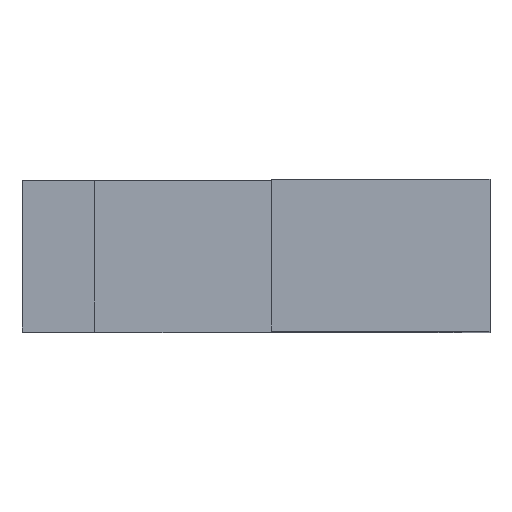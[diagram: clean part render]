
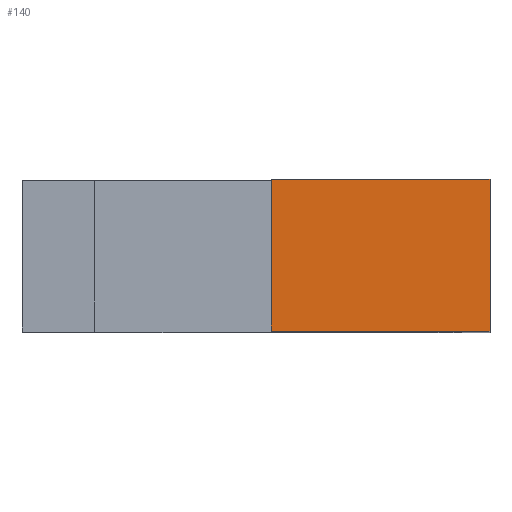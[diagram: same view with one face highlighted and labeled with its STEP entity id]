
A CAD part, top view. The second image highlights one B-rep face of the part: STEP entity #140.
In plain terms, the highlighted planar face has unit normal (0, 0, 1).
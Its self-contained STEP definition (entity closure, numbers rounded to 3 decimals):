
#140 = ADVANCED_FACE( '', ( #341 ), #342, .T. );
#341 = FACE_OUTER_BOUND( '', #645, .T. );
#342 = PLANE( '', #646 );
#645 = EDGE_LOOP( '', ( #2000, #2001, #2002, #2003 ) );
#646 = AXIS2_PLACEMENT_3D( '', #2004, #2005, #2006 );
#2000 = ORIENTED_EDGE( '', *, *, #2697, .F. );
#2001 = ORIENTED_EDGE( '', *, *, #2690, .F. );
#2002 = ORIENTED_EDGE( '', *, *, #2698, .T. );
#2003 = ORIENTED_EDGE( '', *, *, #2699, .T. );
#2004 = CARTESIAN_POINT( '', ( 0.25, -2.5, 28.7 ) );
#2005 = DIRECTION( '', ( 0., 0., 1. ) );
#2006 = DIRECTION( '', ( 1., 0., 0. ) );
#2690 = EDGE_CURVE( '', #3045, #3039, #3047, .T. );
#2697 = EDGE_CURVE( '', #3039, #3058, #3059, .T. );
#2698 = EDGE_CURVE( '', #3045, #3060, #3061, .T. );
#2699 = EDGE_CURVE( '', #3060, #3058, #3062, .T. );
#3039 = VERTEX_POINT( '', #3712 );
#3045 = VERTEX_POINT( '', #3721 );
#3047 = LINE( '', #3724, #3725 );
#3058 = VERTEX_POINT( '', #3740 );
#3059 = LINE( '', #3741, #3742 );
#3060 = VERTEX_POINT( '', #3743 );
#3061 = LINE( '', #3744, #3745 );
#3062 = LINE( '', #3746, #3747 );
#3712 = CARTESIAN_POINT( '', ( 0.25, 2.5, 28.7 ) );
#3721 = CARTESIAN_POINT( '', ( 0.25, -2.5, 28.7 ) );
#3724 = CARTESIAN_POINT( '', ( 0.25, -2.5, 28.7 ) );
#3725 = VECTOR( '', #4524, 1000. );
#3740 = CARTESIAN_POINT( '', ( 7.45, 2.5, 28.7 ) );
#3741 = CARTESIAN_POINT( '', ( 0.25, 2.5, 28.7 ) );
#3742 = VECTOR( '', #4529, 1000. );
#3743 = CARTESIAN_POINT( '', ( 7.45, -2.5, 28.7 ) );
#3744 = CARTESIAN_POINT( '', ( 0.25, -2.5, 28.7 ) );
#3745 = VECTOR( '', #4530, 1000. );
#3746 = CARTESIAN_POINT( '', ( 7.45, -2.5, 28.7 ) );
#3747 = VECTOR( '', #4531, 1000. );
#4524 = DIRECTION( '', ( 0., 1., 0. ) );
#4529 = DIRECTION( '', ( 1., 0., 0. ) );
#4530 = DIRECTION( '', ( 1., 0., 0. ) );
#4531 = DIRECTION( '', ( 0., 1., 0. ) );
